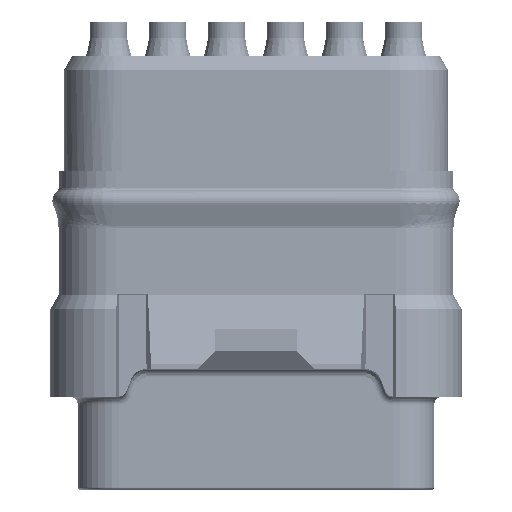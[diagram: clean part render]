
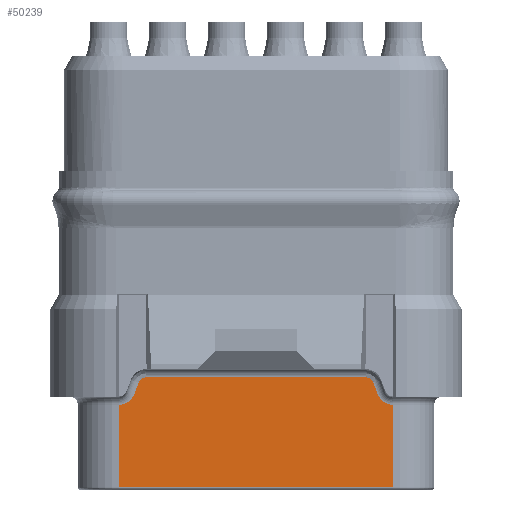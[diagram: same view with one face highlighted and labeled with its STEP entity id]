
A CAD part, front view. The second image highlights one B-rep face of the part: STEP entity #50239.
In plain terms, the highlighted planar face has unit normal (0, -1, 0).
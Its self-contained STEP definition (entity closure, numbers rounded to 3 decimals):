
#2732=CARTESIAN_POINT('',(-5.,-5.65,-7.93));
#2733=DIRECTION('',(0.,-1.,0.));
#2734=DIRECTION('',(0.,0.,-1.));
#2735=AXIS2_PLACEMENT_3D('',#2732,#2733,#2734);
#2737=DIRECTION('',(0.354,0.,0.935));
#2738=VECTOR('',#2737,0.447);
#2739=CARTESIAN_POINT('',(-4.439,-5.65,-8.142));
#2740=LINE('',#2739,#2738);
#2741=CARTESIAN_POINT('',(-4.,-5.65,-7.83));
#2742=DIRECTION('',(0.,1.,0.));
#2743=DIRECTION('',(-0.935,0.,0.354));
#2744=AXIS2_PLACEMENT_3D('',#2741,#2742,#2743);
#2746=DIRECTION('',(1.,0.,0.));
#2747=VECTOR('',#2746,8.);
#2748=CARTESIAN_POINT('',(-4.,-5.65,-7.53));
#2749=LINE('',#2748,#2747);
#2750=CARTESIAN_POINT('',(4.,-5.65,-7.83));
#2751=DIRECTION('',(0.,1.,0.));
#2752=DIRECTION('',(0.,0.,1.));
#2753=AXIS2_PLACEMENT_3D('',#2750,#2751,#2752);
#2755=DIRECTION('',(0.354,0.,-0.935));
#2756=VECTOR('',#2755,0.447);
#2757=CARTESIAN_POINT('',(4.281,-5.65,-7.724));
#2758=LINE('',#2757,#2756);
#2759=CARTESIAN_POINT('',(5.,-5.65,-7.93));
#2760=DIRECTION('',(0.,-1.,0.));
#2761=DIRECTION('',(-0.935,0.,-0.354));
#2762=AXIS2_PLACEMENT_3D('',#2759,#2760,#2761);
#2764=DIRECTION('',(0.,0.,-1.));
#2765=VECTOR('',#2764,3.01);
#2766=CARTESIAN_POINT('',(5.,-5.65,-8.53));
#2767=LINE('',#2766,#2765);
#5288=DIRECTION('',(0.,0.,-1.));
#5289=VECTOR('',#5288,3.01);
#5290=CARTESIAN_POINT('',(-5.,-5.65,-8.53));
#5291=LINE('',#5290,#5289);
#5311=DIRECTION('',(-1.,0.,0.));
#5312=VECTOR('',#5311,10.);
#5313=CARTESIAN_POINT('',(5.,-5.65,-11.54));
#5314=LINE('',#5313,#5312);
#38770=CARTESIAN_POINT('',(5.,-5.65,-11.54));
#38771=VERTEX_POINT('',#38770);
#38774=CARTESIAN_POINT('',(-5.,-5.65,-11.54));
#38775=VERTEX_POINT('',#38774);
#38917=CARTESIAN_POINT('',(-5.,-5.65,-8.53));
#38919=VERTEX_POINT('',#38917);
#38924=CARTESIAN_POINT('',(-4.439,-5.65,-8.142));
#38925=VERTEX_POINT('',#38924);
#38928=CARTESIAN_POINT('',(-4.281,-5.65,-7.724));
#38929=VERTEX_POINT('',#38928);
#38932=CARTESIAN_POINT('',(-4.,-5.65,-7.53));
#38933=VERTEX_POINT('',#38932);
#38936=CARTESIAN_POINT('',(4.,-5.65,-7.53));
#38937=VERTEX_POINT('',#38936);
#38938=CARTESIAN_POINT('',(4.281,-5.65,-7.724));
#38939=VERTEX_POINT('',#38938);
#38944=CARTESIAN_POINT('',(4.439,-5.65,-8.142));
#38945=VERTEX_POINT('',#38944);
#38948=CARTESIAN_POINT('',(5.,-5.65,-8.53));
#38949=VERTEX_POINT('',#38948);
#50213=CARTESIAN_POINT('',(5.,-5.65,-8.23));
#50214=DIRECTION('',(0.,-1.,0.));
#50215=DIRECTION('',(-1.,0.,0.));
#50216=AXIS2_PLACEMENT_3D('',#50213,#50214,#50215);
#50217=PLANE('',#50216);
#50218=ORIENTED_EDGE('',*,*,#50203,.T.);
#50220=ORIENTED_EDGE('',*,*,#50219,.T.);
#50222=ORIENTED_EDGE('',*,*,#50221,.T.);
#50224=ORIENTED_EDGE('',*,*,#50223,.T.);
#50226=ORIENTED_EDGE('',*,*,#50225,.T.);
#50228=ORIENTED_EDGE('',*,*,#50227,.T.);
#50230=ORIENTED_EDGE('',*,*,#50229,.T.);
#50232=ORIENTED_EDGE('',*,*,#50231,.T.);
#50234=ORIENTED_EDGE('',*,*,#50233,.T.);
#50236=ORIENTED_EDGE('',*,*,#50235,.F.);
#50237=EDGE_LOOP('',(#50218,#50220,#50222,#50224,#50226,#50228,#50230,#50232,
#50234,#50236));
#50238=FACE_OUTER_BOUND('',#50237,.F.);
#50239=ADVANCED_FACE('',(#50238),#50217,.T.);
#2736=CIRCLE('',#2735,0.6);
#2745=CIRCLE('',#2744,0.3);
#2754=CIRCLE('',#2753,0.3);
#2763=CIRCLE('',#2762,0.6);
#50203=EDGE_CURVE('',#38919,#38925,#2736,.T.);
#50219=EDGE_CURVE('',#38925,#38929,#2740,.T.);
#50221=EDGE_CURVE('',#38929,#38933,#2745,.T.);
#50223=EDGE_CURVE('',#38933,#38937,#2749,.T.);
#50225=EDGE_CURVE('',#38937,#38939,#2754,.T.);
#50227=EDGE_CURVE('',#38939,#38945,#2758,.T.);
#50229=EDGE_CURVE('',#38945,#38949,#2763,.T.);
#50231=EDGE_CURVE('',#38949,#38771,#2767,.T.);
#50233=EDGE_CURVE('',#38771,#38775,#5314,.T.);
#50235=EDGE_CURVE('',#38919,#38775,#5291,.T.);
